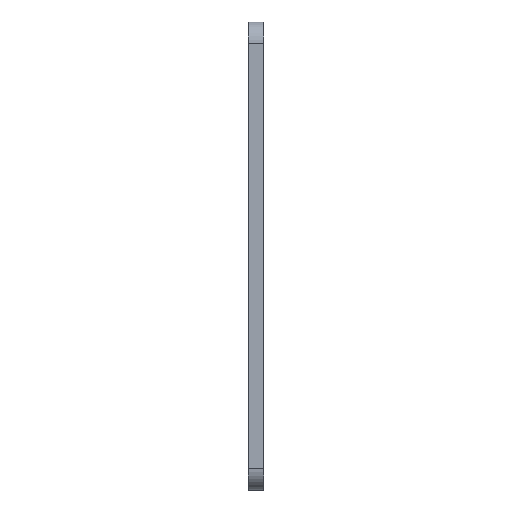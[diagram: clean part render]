
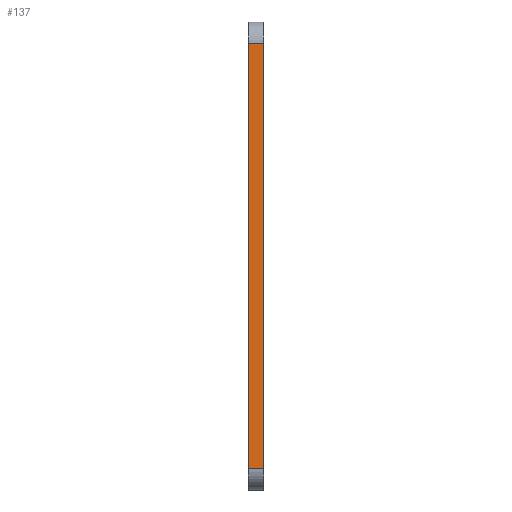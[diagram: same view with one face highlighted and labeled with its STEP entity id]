
A CAD part, left-side view. The second image highlights one B-rep face of the part: STEP entity #137.
In plain terms, the highlighted planar face has unit normal (-1, 0, 0).
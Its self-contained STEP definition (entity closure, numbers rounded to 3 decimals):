
#39 = DIRECTION ( 'NONE',  ( 0., 0., 1. ) ) ;
#48 = LINE ( 'NONE', #709, #384 ) ;
#49 = DIRECTION ( 'NONE',  ( 0., 1., 0. ) ) ;
#53 = AXIS2_PLACEMENT_3D ( 'NONE', #491, #500, #39 ) ;
#78 = EDGE_CURVE ( 'NONE', #736, #306, #694, .T. ) ;
#80 = CARTESIAN_POINT ( 'NONE',  ( -7., 0., 35. ) ) ;
#88 = DIRECTION ( 'NONE',  ( 0., 0., 1. ) ) ;
#89 = ORIENTED_EDGE ( 'NONE', *, *, #78, .T. ) ;
#98 = DIRECTION ( 'NONE',  ( 0., -1., 0. ) ) ;
#137 = ADVANCED_FACE ( 'NONE', ( #769 ), #370, .T. ) ;
#161 = ORIENTED_EDGE ( 'NONE', *, *, #800, .F. ) ;
#165 = CARTESIAN_POINT ( 'NONE',  ( -7., 0., 35. ) ) ;
#180 = CARTESIAN_POINT ( 'NONE',  ( -7., 1.5, -7. ) ) ;
#192 = VERTEX_POINT ( 'NONE', #713 ) ;
#222 = VERTEX_POINT ( 'NONE', #459 ) ;
#271 = CARTESIAN_POINT ( 'NONE',  ( -7., 0., -5. ) ) ;
#306 = VERTEX_POINT ( 'NONE', #804 ) ;
#339 = LINE ( 'NONE', #271, #683 ) ;
#370 = PLANE ( 'NONE',  #53 ) ;
#384 = VECTOR ( 'NONE', #449, 1000. ) ;
#449 = DIRECTION ( 'NONE',  ( 0., 0., 1. ) ) ;
#459 = CARTESIAN_POINT ( 'NONE',  ( -7., 1.5, -5. ) ) ;
#491 = CARTESIAN_POINT ( 'NONE',  ( -7., 0., -7. ) ) ;
#500 = DIRECTION ( 'NONE',  ( -1., 0., 0. ) ) ;
#505 = EDGE_CURVE ( 'NONE', #192, #736, #48, .T. ) ;
#544 = ORIENTED_EDGE ( 'NONE', *, *, #505, .T. ) ;
#549 = ORIENTED_EDGE ( 'NONE', *, *, #755, .T. ) ;
#629 = LINE ( 'NONE', #180, #636 ) ;
#636 = VECTOR ( 'NONE', #88, 1000. ) ;
#647 = EDGE_LOOP ( 'NONE', ( #161, #549, #544, #89 ) ) ;
#683 = VECTOR ( 'NONE', #98, 1000. ) ;
#694 = LINE ( 'NONE', #165, #757 ) ;
#709 = CARTESIAN_POINT ( 'NONE',  ( -7., 0., -7. ) ) ;
#713 = CARTESIAN_POINT ( 'NONE',  ( -7., 0., -5. ) ) ;
#736 = VERTEX_POINT ( 'NONE', #80 ) ;
#755 = EDGE_CURVE ( 'NONE', #222, #192, #339, .T. ) ;
#757 = VECTOR ( 'NONE', #49, 1000. ) ;
#769 = FACE_OUTER_BOUND ( 'NONE', #647, .T. ) ;
#800 = EDGE_CURVE ( 'NONE', #222, #306, #629, .T. ) ;
#804 = CARTESIAN_POINT ( 'NONE',  ( -7., 1.5, 35. ) ) ;
